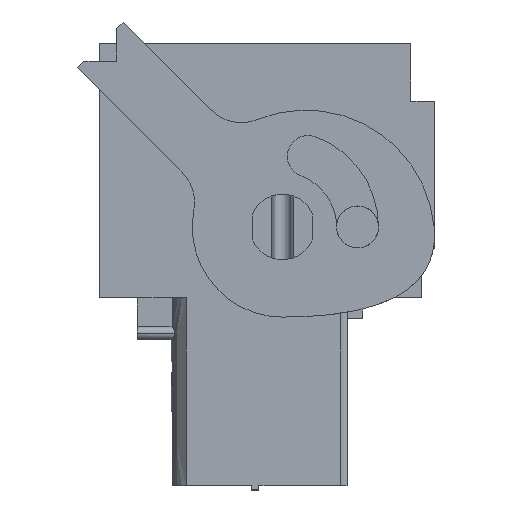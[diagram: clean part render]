
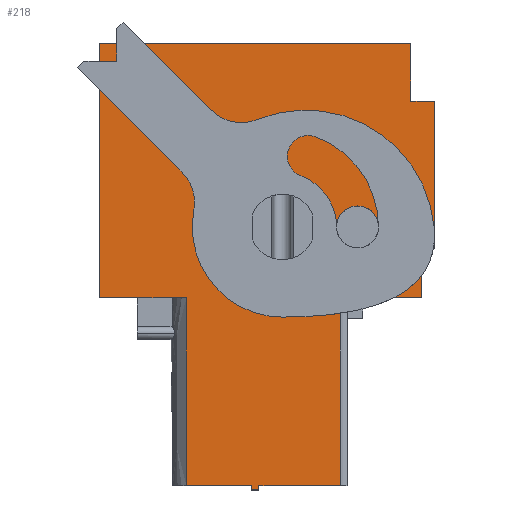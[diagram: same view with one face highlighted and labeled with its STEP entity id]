
A CAD part, left-side view. The second image highlights one B-rep face of the part: STEP entity #218.
In plain terms, the highlighted planar face has unit normal (-1, 0, 0).
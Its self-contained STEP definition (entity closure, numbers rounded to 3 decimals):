
#34=AXIS2_PLACEMENT_3D('Plane Axis2P3D',#31,#32,#33) ;
#168=AXIS2_PLACEMENT_3D('Circle Axis2P3D',#166,#167,$) ;
#184=AXIS2_PLACEMENT_3D('Circle Axis2P3D',#182,#183,$) ;
#202=AXIS2_PLACEMENT_3D('Circle Axis2P3D',#200,#201,$) ;
#211=AXIS2_PLACEMENT_3D('Circle Axis2P3D',#209,#210,$) ;
#31=CARTESIAN_POINT('Axis2P3D Location',(3.2,0.,0.)) ;
#36=CARTESIAN_POINT('Line Origine',(3.2,10.044,0.205)) ;
#40=CARTESIAN_POINT('Vertex',(3.2,11.562,0.205)) ;
#42=CARTESIAN_POINT('Vertex',(3.2,8.525,0.205)) ;
#45=CARTESIAN_POINT('Line Origine',(3.2,8.525,0.103)) ;
#49=CARTESIAN_POINT('Vertex',(3.2,8.525,0.)) ;
#52=CARTESIAN_POINT('Line Origine',(3.2,8.35,0.)) ;
#56=CARTESIAN_POINT('Vertex',(3.2,8.175,0.)) ;
#59=CARTESIAN_POINT('Line Origine',(3.2,8.175,0.103)) ;
#63=CARTESIAN_POINT('Vertex',(3.2,8.175,0.205)) ;
#66=CARTESIAN_POINT('Line Origine',(3.2,6.276,0.205)) ;
#70=CARTESIAN_POINT('Vertex',(3.2,4.378,0.205)) ;
#73=CARTESIAN_POINT('Line Origine',(3.2,4.378,4.58)) ;
#77=CARTESIAN_POINT('Vertex',(3.2,4.378,8.955)) ;
#80=CARTESIAN_POINT('Line Origine',(3.2,2.489,8.955)) ;
#84=CARTESIAN_POINT('Vertex',(3.2,0.6,8.955)) ;
#87=CARTESIAN_POINT('Line Origine',(3.2,0.6,10.105)) ;
#91=CARTESIAN_POINT('Vertex',(3.2,0.6,11.255)) ;
#94=CARTESIAN_POINT('Line Origine',(3.2,0.3,11.255)) ;
#98=CARTESIAN_POINT('Vertex',(3.2,0.,11.255)) ;
#101=CARTESIAN_POINT('Line Origine',(3.2,0.,14.68)) ;
#105=CARTESIAN_POINT('Vertex',(3.2,0.,18.105)) ;
#108=CARTESIAN_POINT('Line Origine',(3.2,0.55,18.105)) ;
#112=CARTESIAN_POINT('Vertex',(3.2,1.1,18.105)) ;
#115=CARTESIAN_POINT('Line Origine',(3.2,1.1,19.455)) ;
#119=CARTESIAN_POINT('Vertex',(3.2,1.1,20.805)) ;
#122=CARTESIAN_POINT('Line Origine',(3.2,8.35,20.805)) ;
#126=CARTESIAN_POINT('Vertex',(3.2,15.6,20.805)) ;
#129=CARTESIAN_POINT('Line Origine',(3.2,15.6,14.88)) ;
#133=CARTESIAN_POINT('Vertex',(3.2,15.6,8.955)) ;
#136=CARTESIAN_POINT('Line Origine',(3.2,13.581,8.955)) ;
#140=CARTESIAN_POINT('Vertex',(3.2,11.562,8.955)) ;
#143=CARTESIAN_POINT('Line Origine',(3.2,11.562,4.58)) ;
#166=CARTESIAN_POINT('Axis2P3D Location',(3.2,7.081,12.255)) ;
#170=CARTESIAN_POINT('Vertex',(3.2,5.681,12.86)) ;
#172=CARTESIAN_POINT('Vertex',(3.2,8.481,12.86)) ;
#175=CARTESIAN_POINT('Line Origine',(3.2,5.681,12.255)) ;
#179=CARTESIAN_POINT('Vertex',(3.2,5.681,11.65)) ;
#182=CARTESIAN_POINT('Axis2P3D Location',(3.2,7.081,12.255)) ;
#186=CARTESIAN_POINT('Vertex',(3.2,8.481,11.65)) ;
#189=CARTESIAN_POINT('Line Origine',(3.2,8.481,12.255)) ;
#200=CARTESIAN_POINT('Axis2P3D Location',(3.2,3.581,12.255)) ;
#204=CARTESIAN_POINT('Vertex',(3.2,2.606,12.255)) ;
#206=CARTESIAN_POINT('Vertex',(3.2,4.556,12.255)) ;
#209=CARTESIAN_POINT('Axis2P3D Location',(3.2,3.581,12.255)) ;
#32=DIRECTION('Axis2P3D Direction',(-1.,0.,0.)) ;
#33=DIRECTION('Axis2P3D XDirection',(0.,0.,1.)) ;
#37=DIRECTION('Vector Direction',(0.,1.,0.)) ;
#46=DIRECTION('Vector Direction',(0.,0.,1.)) ;
#53=DIRECTION('Vector Direction',(0.,1.,0.)) ;
#60=DIRECTION('Vector Direction',(0.,0.,1.)) ;
#67=DIRECTION('Vector Direction',(0.,1.,0.)) ;
#74=DIRECTION('Vector Direction',(0.,0.,-1.)) ;
#81=DIRECTION('Vector Direction',(0.,1.,0.)) ;
#88=DIRECTION('Vector Direction',(0.,0.,-1.)) ;
#95=DIRECTION('Vector Direction',(0.,-1.,0.)) ;
#102=DIRECTION('Vector Direction',(0.,0.,-1.)) ;
#109=DIRECTION('Vector Direction',(0.,-1.,0.)) ;
#116=DIRECTION('Vector Direction',(0.,0.,-1.)) ;
#123=DIRECTION('Vector Direction',(0.,1.,0.)) ;
#130=DIRECTION('Vector Direction',(0.,0.,-1.)) ;
#137=DIRECTION('Vector Direction',(0.,-1.,0.)) ;
#144=DIRECTION('Vector Direction',(0.,0.,1.)) ;
#167=DIRECTION('Axis2P3D Direction',(-1.,0.,0.)) ;
#176=DIRECTION('Vector Direction',(0.,0.,1.)) ;
#183=DIRECTION('Axis2P3D Direction',(-1.,0.,0.)) ;
#190=DIRECTION('Vector Direction',(0.,0.,1.)) ;
#201=DIRECTION('Axis2P3D Direction',(-1.,0.,0.)) ;
#210=DIRECTION('Axis2P3D Direction',(-1.,0.,0.)) ;
#38=VECTOR('Line Direction',#37,1.) ;
#47=VECTOR('Line Direction',#46,1.) ;
#54=VECTOR('Line Direction',#53,1.) ;
#61=VECTOR('Line Direction',#60,1.) ;
#68=VECTOR('Line Direction',#67,1.) ;
#75=VECTOR('Line Direction',#74,1.) ;
#82=VECTOR('Line Direction',#81,1.) ;
#89=VECTOR('Line Direction',#88,1.) ;
#96=VECTOR('Line Direction',#95,1.) ;
#103=VECTOR('Line Direction',#102,1.) ;
#110=VECTOR('Line Direction',#109,1.) ;
#117=VECTOR('Line Direction',#116,1.) ;
#124=VECTOR('Line Direction',#123,1.) ;
#131=VECTOR('Line Direction',#130,1.) ;
#138=VECTOR('Line Direction',#137,1.) ;
#145=VECTOR('Line Direction',#144,1.) ;
#177=VECTOR('Line Direction',#176,1.) ;
#191=VECTOR('Line Direction',#190,1.) ;
#149=ORIENTED_EDGE('',*,*,#44,.T.) ;
#150=ORIENTED_EDGE('',*,*,#51,.T.) ;
#151=ORIENTED_EDGE('',*,*,#58,.T.) ;
#152=ORIENTED_EDGE('',*,*,#65,.T.) ;
#153=ORIENTED_EDGE('',*,*,#72,.T.) ;
#154=ORIENTED_EDGE('',*,*,#79,.F.) ;
#155=ORIENTED_EDGE('',*,*,#86,.T.) ;
#156=ORIENTED_EDGE('',*,*,#93,.T.) ;
#157=ORIENTED_EDGE('',*,*,#100,.T.) ;
#158=ORIENTED_EDGE('',*,*,#107,.T.) ;
#159=ORIENTED_EDGE('',*,*,#114,.T.) ;
#160=ORIENTED_EDGE('',*,*,#121,.T.) ;
#161=ORIENTED_EDGE('',*,*,#128,.T.) ;
#162=ORIENTED_EDGE('',*,*,#135,.T.) ;
#163=ORIENTED_EDGE('',*,*,#142,.T.) ;
#164=ORIENTED_EDGE('',*,*,#147,.F.) ;
#195=ORIENTED_EDGE('',*,*,#174,.F.) ;
#196=ORIENTED_EDGE('',*,*,#181,.F.) ;
#197=ORIENTED_EDGE('',*,*,#188,.F.) ;
#198=ORIENTED_EDGE('',*,*,#193,.F.) ;
#215=ORIENTED_EDGE('',*,*,#208,.F.) ;
#216=ORIENTED_EDGE('',*,*,#213,.F.) ;
#199=FACE_BOUND('',#194,.T.) ;
#217=FACE_BOUND('',#214,.T.) ;
#218=ADVANCED_FACE('HOUSING',(#165,#199,#217),#35,.T.) ;
#169=CIRCLE('generated circle',#168,1.525) ;
#185=CIRCLE('generated circle',#184,1.525) ;
#203=CIRCLE('generated circle',#202,0.975) ;
#212=CIRCLE('generated circle',#211,0.975) ;
#44=EDGE_CURVE('',#41,#43,#39,.F.) ;
#51=EDGE_CURVE('',#43,#50,#48,.F.) ;
#58=EDGE_CURVE('',#50,#57,#55,.F.) ;
#65=EDGE_CURVE('',#57,#64,#62,.T.) ;
#72=EDGE_CURVE('',#64,#71,#69,.F.) ;
#79=EDGE_CURVE('',#78,#71,#76,.T.) ;
#86=EDGE_CURVE('',#78,#85,#83,.F.) ;
#93=EDGE_CURVE('',#85,#92,#90,.F.) ;
#100=EDGE_CURVE('',#92,#99,#97,.T.) ;
#107=EDGE_CURVE('',#99,#106,#104,.F.) ;
#114=EDGE_CURVE('',#106,#113,#111,.F.) ;
#121=EDGE_CURVE('',#113,#120,#118,.F.) ;
#128=EDGE_CURVE('',#120,#127,#125,.T.) ;
#135=EDGE_CURVE('',#127,#134,#132,.T.) ;
#142=EDGE_CURVE('',#134,#141,#139,.T.) ;
#147=EDGE_CURVE('',#41,#141,#146,.T.) ;
#174=EDGE_CURVE('',#171,#173,#169,.T.) ;
#181=EDGE_CURVE('',#180,#171,#178,.T.) ;
#188=EDGE_CURVE('',#187,#180,#185,.T.) ;
#193=EDGE_CURVE('',#173,#187,#192,.F.) ;
#208=EDGE_CURVE('',#205,#207,#203,.T.) ;
#213=EDGE_CURVE('',#207,#205,#212,.T.) ;
#148=EDGE_LOOP('',(#149,#150,#151,#152,#153,#154,#155,#156,#157,#158,#159,#160,#161,#162,#163,#164)) ;
#194=EDGE_LOOP('',(#195,#196,#197,#198)) ;
#214=EDGE_LOOP('',(#215,#216)) ;
#165=FACE_OUTER_BOUND('',#148,.T.) ;
#39=LINE('Line',#36,#38) ;
#48=LINE('Line',#45,#47) ;
#55=LINE('Line',#52,#54) ;
#62=LINE('Line',#59,#61) ;
#69=LINE('Line',#66,#68) ;
#76=LINE('Line',#73,#75) ;
#83=LINE('Line',#80,#82) ;
#90=LINE('Line',#87,#89) ;
#97=LINE('Line',#94,#96) ;
#104=LINE('Line',#101,#103) ;
#111=LINE('Line',#108,#110) ;
#118=LINE('Line',#115,#117) ;
#125=LINE('Line',#122,#124) ;
#132=LINE('Line',#129,#131) ;
#139=LINE('Line',#136,#138) ;
#146=LINE('Line',#143,#145) ;
#178=LINE('Line',#175,#177) ;
#192=LINE('Line',#189,#191) ;
#35=PLANE('',#34) ;
#41=VERTEX_POINT('',#40) ;
#43=VERTEX_POINT('',#42) ;
#50=VERTEX_POINT('',#49) ;
#57=VERTEX_POINT('',#56) ;
#64=VERTEX_POINT('',#63) ;
#71=VERTEX_POINT('',#70) ;
#78=VERTEX_POINT('',#77) ;
#85=VERTEX_POINT('',#84) ;
#92=VERTEX_POINT('',#91) ;
#99=VERTEX_POINT('',#98) ;
#106=VERTEX_POINT('',#105) ;
#113=VERTEX_POINT('',#112) ;
#120=VERTEX_POINT('',#119) ;
#127=VERTEX_POINT('',#126) ;
#134=VERTEX_POINT('',#133) ;
#141=VERTEX_POINT('',#140) ;
#171=VERTEX_POINT('',#170) ;
#173=VERTEX_POINT('',#172) ;
#180=VERTEX_POINT('',#179) ;
#187=VERTEX_POINT('',#186) ;
#205=VERTEX_POINT('',#204) ;
#207=VERTEX_POINT('',#206) ;
